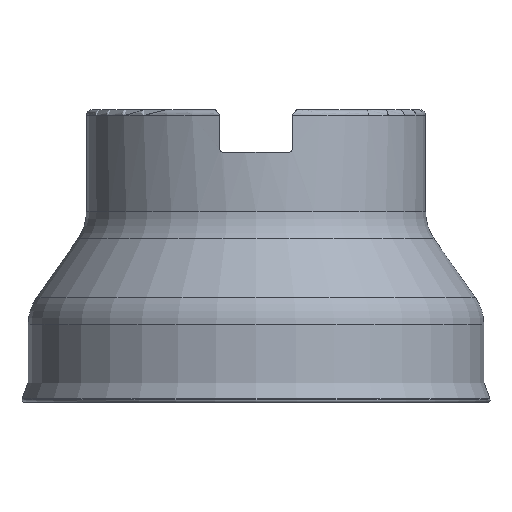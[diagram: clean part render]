
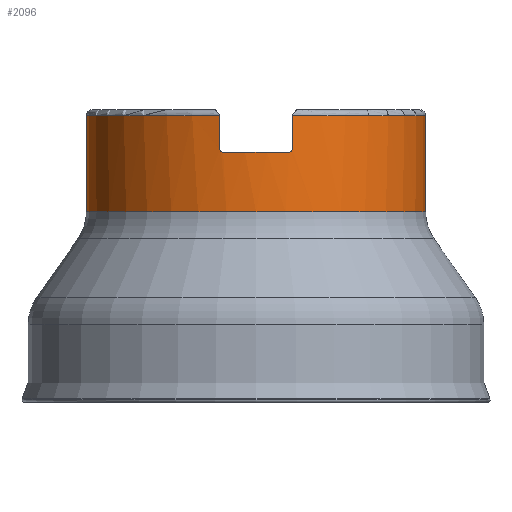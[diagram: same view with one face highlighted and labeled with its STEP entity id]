
A CAD part, left-side view. The second image highlights one B-rep face of the part: STEP entity #2096.
In plain terms, the highlighted cylindrical face has radius 29 mm (diameter 58 mm), a partial arc.
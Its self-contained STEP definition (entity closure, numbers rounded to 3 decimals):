
#580=DIRECTION('',(0.,0.,-1.));
#581=VECTOR('',#580,5.65);
#582=CARTESIAN_POINT('',(28.323,6.228,6.65));
#583=LINE('',#582,#581);
#587=CARTESIAN_POINT('',(28.449,5.628,7.25));
#588=CARTESIAN_POINT('',(28.436,5.693,7.25));
#589=CARTESIAN_POINT('',(28.411,5.817,7.23));
#590=CARTESIAN_POINT('',(28.375,5.99,7.141));
#591=CARTESIAN_POINT('',(28.346,6.124,7.005));
#592=CARTESIAN_POINT('',(28.328,6.208,6.834));
#593=CARTESIAN_POINT('',(28.323,6.228,6.713));
#594=CARTESIAN_POINT('',(28.323,6.228,6.65));
#599=CARTESIAN_POINT('',(0.,0.,7.25));
#600=DIRECTION('',(0.,0.,-1.));
#601=DIRECTION('',(0.981,0.194,0.));
#602=AXIS2_PLACEMENT_3D('',#599,#600,#601);
#607=CARTESIAN_POINT('',(28.323,-6.228,6.65));
#608=CARTESIAN_POINT('',(28.323,-6.228,6.713));
#609=CARTESIAN_POINT('',(28.328,-6.208,6.834));
#610=CARTESIAN_POINT('',(28.346,-6.124,7.005));
#611=CARTESIAN_POINT('',(28.375,-5.99,7.141));
#612=CARTESIAN_POINT('',(28.411,-5.817,7.23));
#613=CARTESIAN_POINT('',(28.436,-5.693,7.25));
#614=CARTESIAN_POINT('',(28.449,-5.628,7.25));
#619=DIRECTION('',(0.,0.,-1.));
#620=VECTOR('',#619,5.65);
#621=CARTESIAN_POINT('',(28.323,-6.228,6.65));
#622=LINE('',#621,#620);
#626=CARTESIAN_POINT('',(0.,0.,1.));
#627=DIRECTION('',(0.,0.,1.));
#628=DIRECTION('',(0.,-1.,0.));
#629=AXIS2_PLACEMENT_3D('',#626,#627,#628);
#634=CARTESIAN_POINT('',(0.,0.,17.478));
#635=DIRECTION('',(0.,0.,-1.));
#636=DIRECTION('',(0.,1.,0.));
#637=AXIS2_PLACEMENT_3D('',#634,#635,#636);
#642=CARTESIAN_POINT('',(0.,0.,1.));
#643=DIRECTION('',(0.,0.,1.));
#644=DIRECTION('',(0.977,0.215,0.));
#645=AXIS2_PLACEMENT_3D('',#642,#643,#644);
#787=DIRECTION('',(0.,0.,1.));
#788=VECTOR('',#787,16.478);
#789=CARTESIAN_POINT('',(0.,29.,1.));
#790=LINE('',#789,#788);
#802=DIRECTION('',(0.,0.,1.));
#803=VECTOR('',#802,16.478);
#804=CARTESIAN_POINT('',(0.,-29.,1.));
#805=LINE('',#804,#803);
#1784=CARTESIAN_POINT('',(0.,29.,1.));
#1785=CARTESIAN_POINT('',(0.,29.,17.478));
#1786=VERTEX_POINT('',#1784);
#1787=VERTEX_POINT('',#1785);
#1788=CARTESIAN_POINT('',(0.,-29.,1.));
#1789=CARTESIAN_POINT('',(0.,-29.,17.478));
#1790=VERTEX_POINT('',#1788);
#1791=VERTEX_POINT('',#1789);
#1861=CARTESIAN_POINT('',(28.323,6.228,6.65));
#1863=VERTEX_POINT('',#1861);
#1865=CARTESIAN_POINT('',(28.449,5.628,7.25));
#1867=VERTEX_POINT('',#1865);
#1876=CARTESIAN_POINT('',(28.323,-6.228,6.65));
#1878=VERTEX_POINT('',#1876);
#1884=CARTESIAN_POINT('',(28.449,-5.628,7.25));
#1886=VERTEX_POINT('',#1884);
#1920=CARTESIAN_POINT('',(28.323,6.228,1.));
#1921=VERTEX_POINT('',#1920);
#1922=CARTESIAN_POINT('',(28.323,-6.228,1.));
#1923=VERTEX_POINT('',#1922);
#2070=CARTESIAN_POINT('',(0.,0.,52.08));
#2071=DIRECTION('',(0.,0.,-1.));
#2072=DIRECTION('',(0.,-1.,0.));
#2073=AXIS2_PLACEMENT_3D('',#2070,#2071,#2072);
#2074=CYLINDRICAL_SURFACE('',#2073,29.);
#2076=ORIENTED_EDGE('',*,*,#2075,.F.);
#2078=ORIENTED_EDGE('',*,*,#2077,.F.);
#2080=ORIENTED_EDGE('',*,*,#2079,.T.);
#2082=ORIENTED_EDGE('',*,*,#2081,.F.);
#2084=ORIENTED_EDGE('',*,*,#2083,.T.);
#2086=ORIENTED_EDGE('',*,*,#2085,.F.);
#2088=ORIENTED_EDGE('',*,*,#2087,.T.);
#2089=ORIENTED_EDGE('',*,*,#2064,.F.);
#2091=ORIENTED_EDGE('',*,*,#2090,.F.);
#2093=ORIENTED_EDGE('',*,*,#2092,.F.);
#2094=EDGE_LOOP('',(#2076,#2078,#2080,#2082,#2084,#2086,#2088,#2089,#2091,
#2093));
#2095=FACE_OUTER_BOUND('',#2094,.F.);
#595=B_SPLINE_CURVE_WITH_KNOTS('',3,(#587,#588,#589,#590,#591,#592,#593,#594),
.UNSPECIFIED.,.F.,.F.,(4,1,1,1,1,4),(0.,0.2,0.4,0.6,0.8,1.),
.UNSPECIFIED.);
#603=CIRCLE('',#602,29.);
#615=B_SPLINE_CURVE_WITH_KNOTS('',3,(#607,#608,#609,#610,#611,#612,#613,#614),
.UNSPECIFIED.,.F.,.F.,(4,1,1,1,1,4),(0.,0.2,0.4,0.6,0.8,1.),
.UNSPECIFIED.);
#630=CIRCLE('',#629,29.);
#638=CIRCLE('',#637,29.);
#646=CIRCLE('',#645,29.);
#2064=EDGE_CURVE('',#1787,#1791,#638,.T.);
#2075=EDGE_CURVE('',#1863,#1921,#583,.T.);
#2077=EDGE_CURVE('',#1867,#1863,#595,.T.);
#2079=EDGE_CURVE('',#1867,#1886,#603,.T.);
#2081=EDGE_CURVE('',#1878,#1886,#615,.T.);
#2083=EDGE_CURVE('',#1878,#1923,#622,.T.);
#2085=EDGE_CURVE('',#1790,#1923,#630,.T.);
#2087=EDGE_CURVE('',#1790,#1791,#805,.T.);
#2090=EDGE_CURVE('',#1786,#1787,#790,.T.);
#2092=EDGE_CURVE('',#1921,#1786,#646,.T.);
#2096=ADVANCED_FACE('',(#2095),#2074,.T.);
